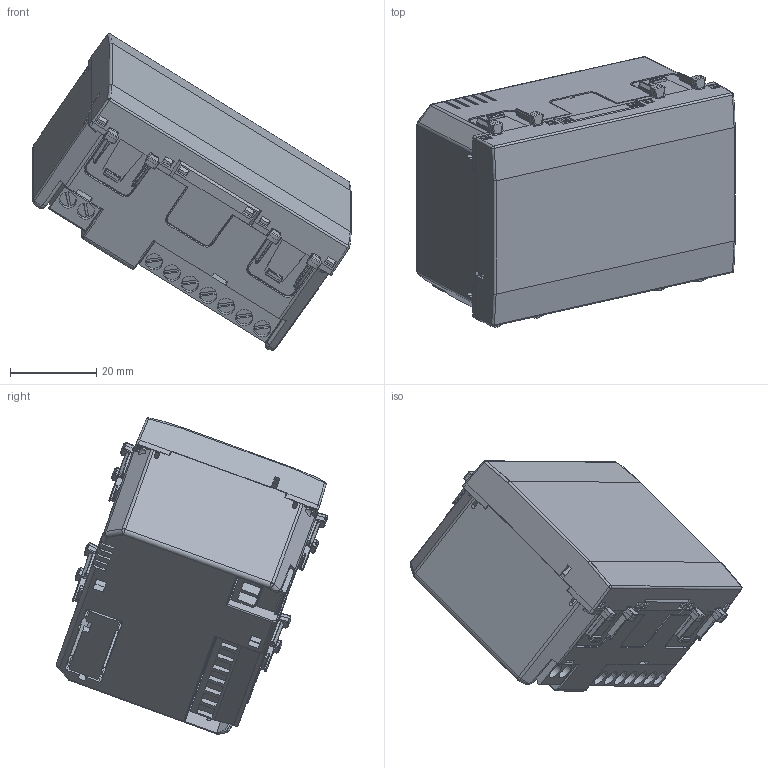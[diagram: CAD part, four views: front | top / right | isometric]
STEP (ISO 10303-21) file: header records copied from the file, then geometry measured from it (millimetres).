
FILE_DESCRIPTION(('CATIA V5 STEP Exchange'),'2;1');
FILE_NAME('441016S.stp','2024-03-06T10:49:32+00:00',('none'),('none'),'CATIA Version 5-6 Release 2016 SP6','CATIA V5 STEP AP203','none');
FILE_SCHEMA(('CONFIG_CONTROL_DESIGN'));
Products named in the file (3): 441016S; DA0984_M; DA0998 (SSM-107-X-DV-BE-A)
Assembly tree (24 placements, depth 4):
  441016S
    #57
    DA0984_M
      #19276
      #22167
      #24151
      DA0998 (SSM-107-X-DV-BE-A)
        #27895  x14
        #30761
      #47849
    #58355
    #110871
Bounding box: 73.7 x 62.75 x 73.3 mm (x, y, z)
Volume: 40664.4 mm3; surface area: 47169 mm2
Topology: 29 solids, 29 shells, 4027 faces, 10489 edges, 6474 vertices
Faces by surface type: plane 2811, cylinder 948, bspline 116, cone 76, sphere 56, torus 20
Entity records: 110869 total; most frequent: CARTESIAN_POINT 46542, ORIENTED_EDGE 14832, DIRECTION 10439, EDGE_CURVE 7416, VECTOR 5393, LINE 5393, VERTEX_POINT 4645, EDGE_LOOP 2971
